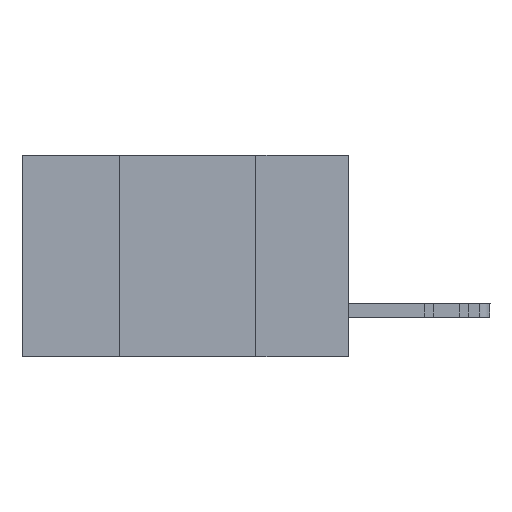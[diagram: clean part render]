
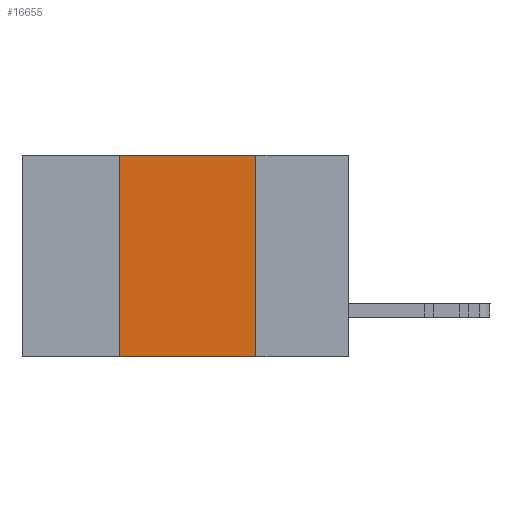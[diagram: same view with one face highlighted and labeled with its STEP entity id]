
A CAD part, left-side view. The second image highlights one B-rep face of the part: STEP entity #16655.
In plain terms, the highlighted planar face has unit normal (-1, 0, 0).
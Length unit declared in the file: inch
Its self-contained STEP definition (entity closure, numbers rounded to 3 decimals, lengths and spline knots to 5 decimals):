
#302 = DIRECTION ( 'NONE',  ( 0., -1., 0. ) ) ;
#651 = CARTESIAN_POINT ( 'NONE',  ( 0., 0.17, -0.37 ) ) ;
#882 = VERTEX_POINT ( 'NONE', #2751 ) ;
#1170 = LINE ( 'NONE', #22256, #14077 ) ;
#1583 = EDGE_CURVE ( 'NONE', #19352, #882, #10777, .T. ) ;
#1649 = ORIENTED_EDGE ( 'NONE', *, *, #12040, .F. ) ;
#2751 = CARTESIAN_POINT ( 'NONE',  ( 0., 0.17, 0. ) ) ;
#3000 = CARTESIAN_POINT ( 'NONE',  ( 0., 0.6, 0. ) ) ;
#5408 = LINE ( 'NONE', #5533, #18507 ) ;
#5533 = CARTESIAN_POINT ( 'NONE',  ( 0., 0.17, -0.37 ) ) ;
#6024 = EDGE_LOOP ( 'NONE', ( #1649, #22162, #14323, #10976 ) ) ;
#6330 = CARTESIAN_POINT ( 'NONE',  ( 0., 0.6, -0.37 ) ) ;
#6412 = DIRECTION ( 'NONE',  ( 1., 0., 0. ) ) ;
#6547 = PLANE ( 'NONE',  #8115 ) ;
#8115 = AXIS2_PLACEMENT_3D ( 'NONE', #23903, #6412, #14157 ) ;
#8536 = VERTEX_POINT ( 'NONE', #651 ) ;
#9887 = VECTOR ( 'NONE', #16513, 39.37008 ) ;
#10038 = CARTESIAN_POINT ( 'NONE',  ( 0., 0.42, -0.37 ) ) ;
#10281 = LINE ( 'NONE', #6330, #12084 ) ;
#10777 = LINE ( 'NONE', #3000, #9887 ) ;
#10976 = ORIENTED_EDGE ( 'NONE', *, *, #23194, .T. ) ;
#12040 = EDGE_CURVE ( 'NONE', #882, #8536, #5408, .T. ) ;
#12084 = VECTOR ( 'NONE', #302, 39.37008 ) ;
#12324 = EDGE_CURVE ( 'NONE', #14592, #19352, #1170, .T. ) ;
#12380 = FACE_OUTER_BOUND ( 'NONE', #6024, .T. ) ;
#13752 = CARTESIAN_POINT ( 'NONE',  ( 0., 0.42, 0. ) ) ;
#14077 = VECTOR ( 'NONE', #18647, 39.37008 ) ;
#14157 = DIRECTION ( 'NONE',  ( 0., 0., -1. ) ) ;
#14323 = ORIENTED_EDGE ( 'NONE', *, *, #12324, .F. ) ;
#14592 = VERTEX_POINT ( 'NONE', #10038 ) ;
#16513 = DIRECTION ( 'NONE',  ( 0., -1., 0. ) ) ;
#16655 = ADVANCED_FACE ( 'NONE', ( #12380 ), #6547, .F. ) ;
#18507 = VECTOR ( 'NONE', #23291, 39.37008 ) ;
#18647 = DIRECTION ( 'NONE',  ( 0., 0., 1. ) ) ;
#19352 = VERTEX_POINT ( 'NONE', #13752 ) ;
#22162 = ORIENTED_EDGE ( 'NONE', *, *, #1583, .F. ) ;
#22256 = CARTESIAN_POINT ( 'NONE',  ( 0., 0.42, -0.37 ) ) ;
#23194 = EDGE_CURVE ( 'NONE', #14592, #8536, #10281, .T. ) ;
#23291 = DIRECTION ( 'NONE',  ( 0., 0., -1. ) ) ;
#23903 = CARTESIAN_POINT ( 'NONE',  ( 0., 0.6, 0. ) ) ;
